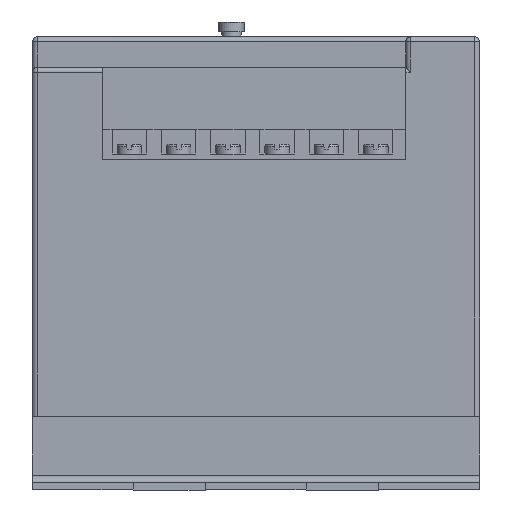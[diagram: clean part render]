
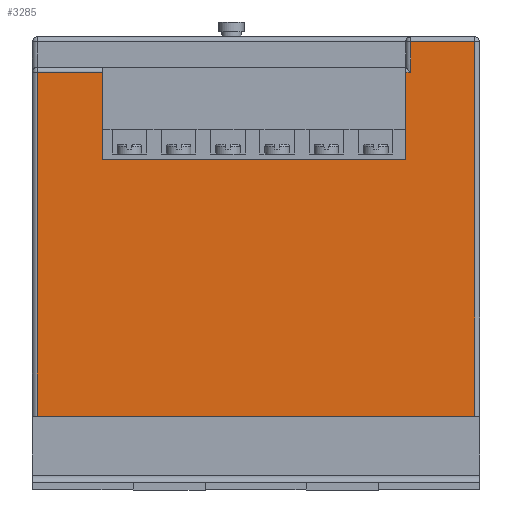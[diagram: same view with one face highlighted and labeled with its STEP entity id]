
A CAD part, front view. The second image highlights one B-rep face of the part: STEP entity #3285.
In plain terms, the highlighted planar face has unit normal (0, -1, 0).
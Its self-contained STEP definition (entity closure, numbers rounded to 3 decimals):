
#138 = CARTESIAN_POINT ( 'NONE',  ( 1., -58.4, 31.3 ) ) ;
#193 = VECTOR ( 'NONE', #8529, 1000. ) ;
#457 = DIRECTION ( 'NONE',  ( -1., 0., 0. ) ) ;
#523 = DIRECTION ( 'NONE',  ( 0., 0., -1. ) ) ;
#761 = LINE ( 'NONE', #5740, #2407 ) ;
#984 = VERTEX_POINT ( 'NONE', #1027 ) ;
#1027 = CARTESIAN_POINT ( 'NONE',  ( 14.2, -58.4, 31.3 ) ) ;
#1243 = VECTOR ( 'NONE', #7654, 1000. ) ;
#1371 = CARTESIAN_POINT ( 'NONE',  ( 89.8, -58.4, 37.5 ) ) ;
#1403 = VECTOR ( 'NONE', #7760, 1000. ) ;
#1454 = DIRECTION ( 'NONE',  ( 0., 0., 1. ) ) ;
#1493 = LINE ( 'NONE', #4909, #3379 ) ;
#1607 = CARTESIAN_POINT ( 'NONE',  ( 1., -58.4, -38.5 ) ) ;
#1979 = ORIENTED_EDGE ( 'NONE', *, *, #3686, .F. ) ;
#2131 = CARTESIAN_POINT ( 'NONE',  ( 75.8, -58.4, 13.6 ) ) ;
#2311 = CARTESIAN_POINT ( 'NONE',  ( 76.8, -58.4, 37.5 ) ) ;
#2314 = CARTESIAN_POINT ( 'NONE',  ( 89.8, -58.4, -38.5 ) ) ;
#2407 = VECTOR ( 'NONE', #523, 1000. ) ;
#2535 = DIRECTION ( 'NONE',  ( 1., 0., 0. ) ) ;
#2556 = EDGE_CURVE ( 'NONE', #11085, #10672, #9367, .T. ) ;
#3025 = ORIENTED_EDGE ( 'NONE', *, *, #9079, .F. ) ;
#3127 = VECTOR ( 'NONE', #6438, 1000. ) ;
#3285 = ADVANCED_FACE ( 'NONE', ( #11138 ), #8343, .F. ) ;
#3291 = CARTESIAN_POINT ( 'NONE',  ( 90.8, -58.4, 31.3 ) ) ;
#3379 = VECTOR ( 'NONE', #1454, 1000. ) ;
#3686 = EDGE_CURVE ( 'NONE', #11042, #4082, #6753, .T. ) ;
#3896 = CARTESIAN_POINT ( 'NONE',  ( 76.8, -58.4, 38.5 ) ) ;
#3950 = DIRECTION ( 'NONE',  ( 0., 0., 1. ) ) ;
#4082 = VERTEX_POINT ( 'NONE', #2131 ) ;
#4316 = CARTESIAN_POINT ( 'NONE',  ( 89.8, -58.4, 38.5 ) ) ;
#4422 = VERTEX_POINT ( 'NONE', #138 ) ;
#4909 = CARTESIAN_POINT ( 'NONE',  ( 75.8, -58.4, 19.8 ) ) ;
#4959 = EDGE_CURVE ( 'NONE', #984, #4422, #6868, .T. ) ;
#5009 = CARTESIAN_POINT ( 'NONE',  ( 14.2, -58.4, 19.8 ) ) ;
#5192 = ORIENTED_EDGE ( 'NONE', *, *, #2556, .T. ) ;
#5618 = CARTESIAN_POINT ( 'NONE',  ( 14.2, -58.4, 13.6 ) ) ;
#5659 = CARTESIAN_POINT ( 'NONE',  ( 90.8, -58.4, 38.5 ) ) ;
#5674 = EDGE_CURVE ( 'NONE', #7550, #11085, #7591, .T. ) ;
#5740 = CARTESIAN_POINT ( 'NONE',  ( 1., -58.4, -38.5 ) ) ;
#5807 = ORIENTED_EDGE ( 'NONE', *, *, #8663, .F. ) ;
#5848 = CARTESIAN_POINT ( 'NONE',  ( 90.8, -58.4, 31.3 ) ) ;
#5859 = CARTESIAN_POINT ( 'NONE',  ( 90.8, -58.4, -38.5 ) ) ;
#5888 = ORIENTED_EDGE ( 'NONE', *, *, #6116, .T. ) ;
#5987 = CARTESIAN_POINT ( 'NONE',  ( 14.2, -58.4, 13.6 ) ) ;
#6116 = EDGE_CURVE ( 'NONE', #4422, #9865, #761, .T. ) ;
#6160 = LINE ( 'NONE', #5859, #9022 ) ;
#6438 = DIRECTION ( 'NONE',  ( 0., 0., -1. ) ) ;
#6659 = DIRECTION ( 'NONE',  ( -1., 0., 0. ) ) ;
#6753 = LINE ( 'NONE', #5987, #9485 ) ;
#6868 = LINE ( 'NONE', #3291, #193 ) ;
#6910 = CARTESIAN_POINT ( 'NONE',  ( 75.8, -58.4, 31.3 ) ) ;
#7048 = VECTOR ( 'NONE', #457, 1000. ) ;
#7229 = LINE ( 'NONE', #5848, #1243 ) ;
#7296 = VECTOR ( 'NONE', #8669, 1000. ) ;
#7444 = CARTESIAN_POINT ( 'NONE',  ( 90.8, -58.4, 37.5 ) ) ;
#7550 = VERTEX_POINT ( 'NONE', #2314 ) ;
#7591 = LINE ( 'NONE', #4316, #7296 ) ;
#7654 = DIRECTION ( 'NONE',  ( -1., 0., 0. ) ) ;
#7656 = ORIENTED_EDGE ( 'NONE', *, *, #5674, .T. ) ;
#7760 = DIRECTION ( 'NONE',  ( 0., 0., -1. ) ) ;
#7849 = CARTESIAN_POINT ( 'NONE',  ( 76.8, -58.4, 31.3 ) ) ;
#7934 = ORIENTED_EDGE ( 'NONE', *, *, #11102, .F. ) ;
#8228 = DIRECTION ( 'NONE',  ( 0., 1., 0. ) ) ;
#8343 = PLANE ( 'NONE',  #10456 ) ;
#8529 = DIRECTION ( 'NONE',  ( -1., 0., 0. ) ) ;
#8663 = EDGE_CURVE ( 'NONE', #984, #11042, #9841, .T. ) ;
#8669 = DIRECTION ( 'NONE',  ( 0., 0., 1. ) ) ;
#8811 = ORIENTED_EDGE ( 'NONE', *, *, #4959, .T. ) ;
#8818 = EDGE_LOOP ( 'NONE', ( #5807, #8811, #5888, #3025, #7656, #5192, #10525, #9158, #7934, #1979 ) ) ;
#9022 = VECTOR ( 'NONE', #6659, 1000. ) ;
#9079 = EDGE_CURVE ( 'NONE', #7550, #9865, #6160, .T. ) ;
#9158 = ORIENTED_EDGE ( 'NONE', *, *, #9792, .T. ) ;
#9367 = LINE ( 'NONE', #7444, #7048 ) ;
#9485 = VECTOR ( 'NONE', #2535, 1000. ) ;
#9792 = EDGE_CURVE ( 'NONE', #10382, #9844, #7229, .T. ) ;
#9841 = LINE ( 'NONE', #5009, #1403 ) ;
#9844 = VERTEX_POINT ( 'NONE', #6910 ) ;
#9865 = VERTEX_POINT ( 'NONE', #1607 ) ;
#10066 = EDGE_CURVE ( 'NONE', #10672, #10382, #10367, .T. ) ;
#10367 = LINE ( 'NONE', #3896, #3127 ) ;
#10382 = VERTEX_POINT ( 'NONE', #7849 ) ;
#10456 = AXIS2_PLACEMENT_3D ( 'NONE', #5659, #8228, #3950 ) ;
#10525 = ORIENTED_EDGE ( 'NONE', *, *, #10066, .T. ) ;
#10672 = VERTEX_POINT ( 'NONE', #2311 ) ;
#11042 = VERTEX_POINT ( 'NONE', #5618 ) ;
#11085 = VERTEX_POINT ( 'NONE', #1371 ) ;
#11102 = EDGE_CURVE ( 'NONE', #4082, #9844, #1493, .T. ) ;
#11138 = FACE_OUTER_BOUND ( 'NONE', #8818, .T. ) ;
